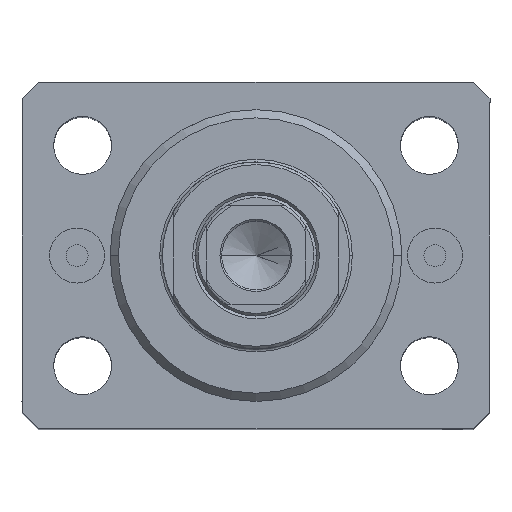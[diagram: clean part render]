
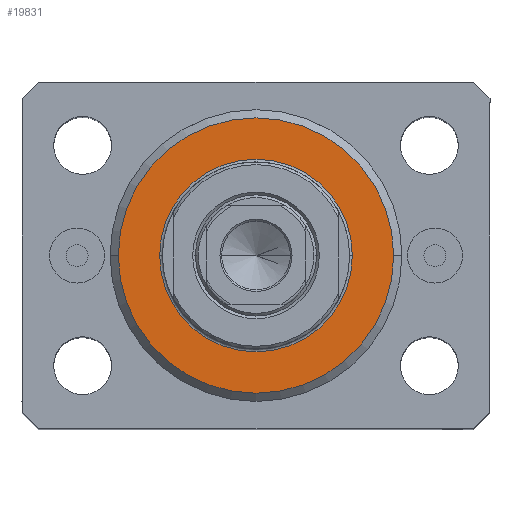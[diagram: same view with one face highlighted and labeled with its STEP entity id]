
A CAD part, top view. The second image highlights one B-rep face of the part: STEP entity #19831.
In plain terms, the highlighted face is planar.
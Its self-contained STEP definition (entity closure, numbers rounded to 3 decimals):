
#1528 = EDGE_LOOP ( 'NONE', ( #17095, #6750 ) ) ;
#2972 = CARTESIAN_POINT ( 'NONE',  ( 25., 0., 0. ) ) ;
#6439 = EDGE_CURVE ( 'NONE', #21634, #40093, #35128, .T. ) ;
#6750 = ORIENTED_EDGE ( 'NONE', *, *, #28019, .T. ) ;
#7019 = AXIS2_PLACEMENT_3D ( 'NONE', #25396, #21353, #18003 ) ;
#7817 = DIRECTION ( 'NONE',  ( 1., 0., 0. ) ) ;
#8454 = DIRECTION ( 'NONE',  ( 1., 0., 0. ) ) ;
#8692 = DIRECTION ( 'NONE',  ( 0., 0., -1. ) ) ;
#11990 = FACE_BOUND ( 'NONE', #1528, .T. ) ;
#12878 = CARTESIAN_POINT ( 'NONE',  ( 17.5, 0., 0. ) ) ;
#13790 = ORIENTED_EDGE ( 'NONE', *, *, #6439, .T. ) ;
#16849 = EDGE_CURVE ( 'NONE', #27639, #31253, #19838, .T. ) ;
#17095 = ORIENTED_EDGE ( 'NONE', *, *, #16849, .T. ) ;
#17907 = AXIS2_PLACEMENT_3D ( 'NONE', #39462, #8692, #22377 ) ;
#17998 = CIRCLE ( 'NONE', #38806, 17.5 ) ;
#18003 = DIRECTION ( 'NONE',  ( 1., 0., 0. ) ) ;
#19831 = ADVANCED_FACE ( 'NONE', ( #11990, #24676 ), #24227, .F. ) ;
#19838 = CIRCLE ( 'NONE', #37789, 17.5 ) ;
#20299 = EDGE_CURVE ( 'NONE', #40093, #21634, #34275, .T. ) ;
#21353 = DIRECTION ( 'NONE',  ( 0., 0., -1. ) ) ;
#21634 = VERTEX_POINT ( 'NONE', #23352 ) ;
#21926 = CARTESIAN_POINT ( 'NONE',  ( 0., 0., 0. ) ) ;
#22334 = DIRECTION ( 'NONE',  ( 0., 0., 1. ) ) ;
#22377 = DIRECTION ( 'NONE',  ( 1., 0., 0. ) ) ;
#23352 = CARTESIAN_POINT ( 'NONE',  ( -25., 0., 0. ) ) ;
#24227 = PLANE ( 'NONE',  #38579 ) ;
#24457 = DIRECTION ( 'NONE',  ( 1., 0., 0. ) ) ;
#24676 = FACE_OUTER_BOUND ( 'NONE', #39256, .T. ) ;
#25113 = CARTESIAN_POINT ( 'NONE',  ( 0., 0., 0. ) ) ;
#25396 = CARTESIAN_POINT ( 'NONE',  ( 0., 0., 0. ) ) ;
#27639 = VERTEX_POINT ( 'NONE', #12878 ) ;
#28019 = EDGE_CURVE ( 'NONE', #31253, #27639, #17998, .T. ) ;
#31253 = VERTEX_POINT ( 'NONE', #43604 ) ;
#31830 = DIRECTION ( 'NONE',  ( 0., 0., 1. ) ) ;
#32833 = ORIENTED_EDGE ( 'NONE', *, *, #20299, .T. ) ;
#34275 = CIRCLE ( 'NONE', #7019, 25. ) ;
#35128 = CIRCLE ( 'NONE', #17907, 25. ) ;
#37789 = AXIS2_PLACEMENT_3D ( 'NONE', #21926, #31830, #8454 ) ;
#38383 = CARTESIAN_POINT ( 'NONE',  ( 0., 0., 0. ) ) ;
#38579 = AXIS2_PLACEMENT_3D ( 'NONE', #38383, #22334, #24457 ) ;
#38806 = AXIS2_PLACEMENT_3D ( 'NONE', #25113, #41528, #7817 ) ;
#39256 = EDGE_LOOP ( 'NONE', ( #32833, #13790 ) ) ;
#39462 = CARTESIAN_POINT ( 'NONE',  ( 0., 0., 0. ) ) ;
#40093 = VERTEX_POINT ( 'NONE', #2972 ) ;
#41528 = DIRECTION ( 'NONE',  ( 0., 0., 1. ) ) ;
#43604 = CARTESIAN_POINT ( 'NONE',  ( -17.5, 0., 0. ) ) ;
